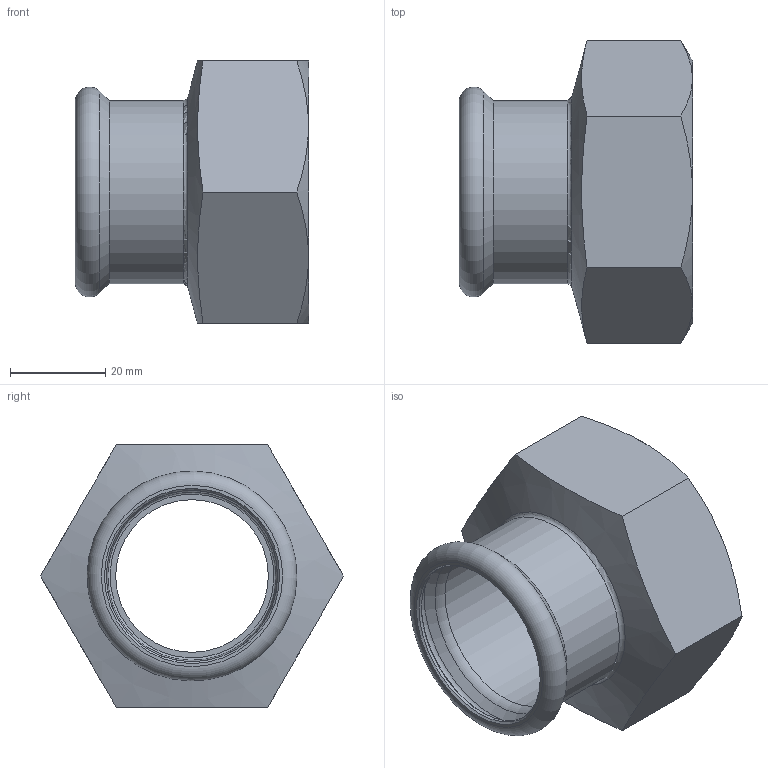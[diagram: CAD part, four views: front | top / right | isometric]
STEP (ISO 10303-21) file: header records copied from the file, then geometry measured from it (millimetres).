
FILE_DESCRIPTION(/* description */ (''),/* implementation_level */ '2;1');
FILE_NAME(/* name */ '41826.stp',/* time_stamp */ '2023-09-08T11:08:16+02:00',/* author */ ('JANAN'),/* organization */ (''),/* preprocessor_version */ 'ST-DEVELOPER v19.2',/* originating_system */ 'Autodesk Inventor 2023',/* authorisation */ '');
FILE_SCHEMA (('AUTOMOTIVE_DESIGN { 1 0 10303 214 3 1 1 }'));
Length unit declared in the file: millimetre
Products named in the file (1): tmp91AD.tmp
Bounding box: 48.9 x 63.51 x 55 mm (x, y, z)
Volume: 29740 mm3; surface area: 17614.7 mm2
Topology: 1 solids, 1 shells, 31 faces, 69 edges, 43 vertices
Faces by surface type: plane 11, cone 8, cylinder 6, torus 6
Full cylindrical faces by diameter (mm): 32 x1, 35.3 x1, 35.9 x1, 38.4 x1, 44.845 x1, 48 x1
Entity records: 982 total; most frequent: CARTESIAN_POINT 220, DIRECTION 154, ORIENTED_EDGE 138, EDGE_CURVE 69, AXIS2_PLACEMENT_3D 67, VERTEX_POINT 43, EDGE_LOOP 36, CIRCLE 35
